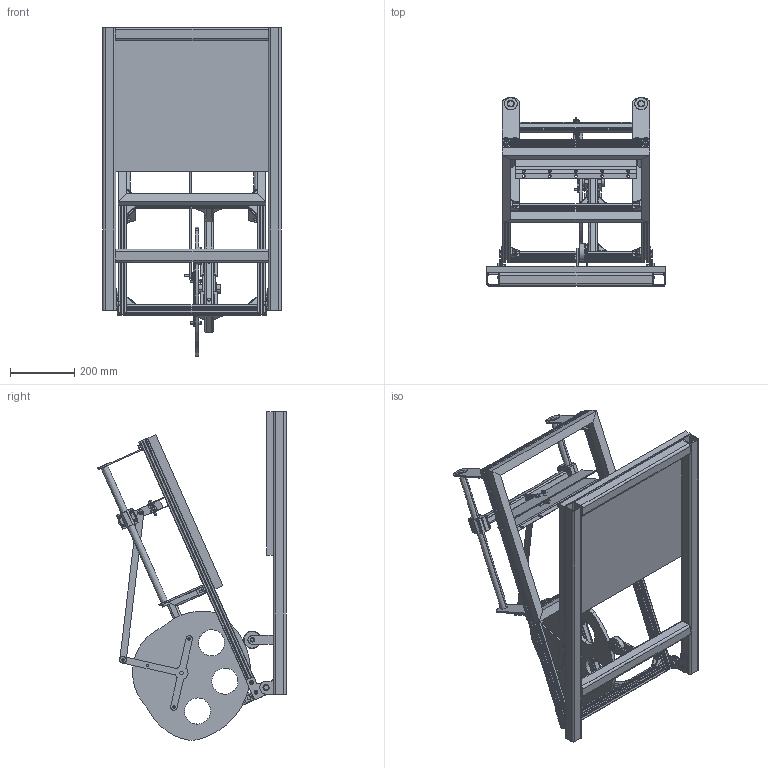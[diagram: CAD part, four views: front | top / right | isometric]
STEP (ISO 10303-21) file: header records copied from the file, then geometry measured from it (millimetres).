
FILE_DESCRIPTION(('FreeCAD Model'),'2;1');
FILE_NAME('Open CASCADE Shape Model','2025-05-09T13:49:34',('FreeCAD'),( 'FreeCAD'),'Open CASCADE STEP processor 7.6','FreeCAD','Unknown');
FILE_SCHEMA(('AUTOMOTIVE_DESIGN { 1 0 10303 214 1 1 1 1 }'));
Products named in the file (1): Open CASCADE STEP translator 7.6 1
Bounding box: 553.15 x 584.68 x 1020.56 mm (x, y, z)
Volume: 10983433.7 mm3; surface area: 3160679.7 mm2
Topology: 103 solids, 103 shells, 3440 faces, 8484 edges, 5312 vertices
Faces by surface type: bspline 3440
Entity records: 100150 total; most frequent: CARTESIAN_POINT 51341, ORIENTED_EDGE 16796, EDGE_CURVE 8398, VERTEX_POINT 5312, B_SPLINE_CURVE_WITH_KNOTS 5163, FACE_BOUND 3894, EDGE_LOOP 3894, ADVANCED_FACE 3440
